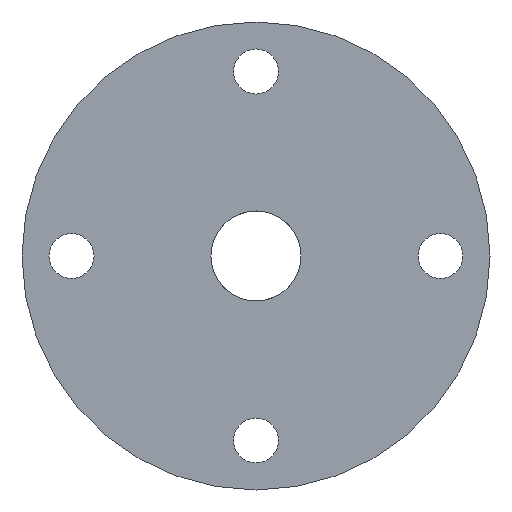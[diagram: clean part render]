
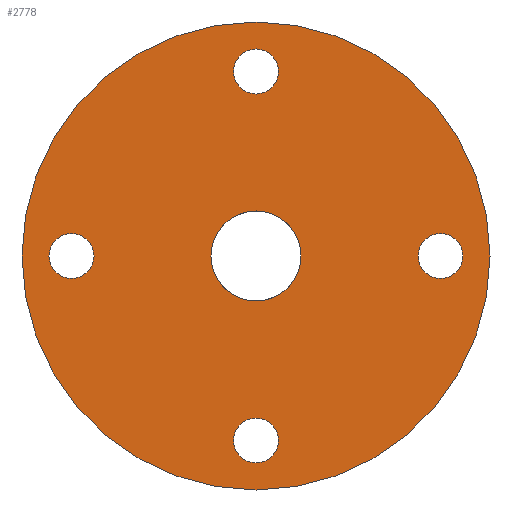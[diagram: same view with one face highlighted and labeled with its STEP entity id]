
A CAD part, front view. The second image highlights one B-rep face of the part: STEP entity #2778.
In plain terms, the highlighted planar face has unit normal (0, -1, 0).
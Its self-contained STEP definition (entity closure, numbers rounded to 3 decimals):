
#1=CARTESIAN_POINT('',(0.,0.,0.));
#2=DIRECTION('',(0.,1.,0.));
#3=DIRECTION('',(1.,0.,0.));
#4=AXIS2_PLACEMENT_3D('',#1,#2,#3);
#6=CARTESIAN_POINT('',(0.,0.,0.));
#7=DIRECTION('',(0.,1.,0.));
#8=DIRECTION('',(-1.,0.,0.));
#9=AXIS2_PLACEMENT_3D('',#6,#7,#8);
#11=CARTESIAN_POINT('',(0.,0.,-20.5));
#12=DIRECTION('',(0.,-1.,0.));
#13=DIRECTION('',(1.,0.,0.));
#14=AXIS2_PLACEMENT_3D('',#11,#12,#13);
#16=CARTESIAN_POINT('',(0.,0.,-20.5));
#17=DIRECTION('',(0.,-1.,0.));
#18=DIRECTION('',(-1.,0.,0.));
#19=AXIS2_PLACEMENT_3D('',#16,#17,#18);
#21=CARTESIAN_POINT('',(-20.5,0.,0.));
#22=DIRECTION('',(0.,-1.,0.));
#23=DIRECTION('',(1.,0.,0.));
#24=AXIS2_PLACEMENT_3D('',#21,#22,#23);
#26=CARTESIAN_POINT('',(-20.5,0.,0.));
#27=DIRECTION('',(0.,-1.,0.));
#28=DIRECTION('',(-1.,0.,0.));
#29=AXIS2_PLACEMENT_3D('',#26,#27,#28);
#31=CARTESIAN_POINT('',(20.5,0.,0.));
#32=DIRECTION('',(0.,-1.,0.));
#33=DIRECTION('',(1.,0.,0.));
#34=AXIS2_PLACEMENT_3D('',#31,#32,#33);
#36=CARTESIAN_POINT('',(20.5,0.,0.));
#37=DIRECTION('',(0.,-1.,0.));
#38=DIRECTION('',(-1.,0.,0.));
#39=AXIS2_PLACEMENT_3D('',#36,#37,#38);
#41=CARTESIAN_POINT('',(0.,0.,20.5));
#42=DIRECTION('',(0.,-1.,0.));
#43=DIRECTION('',(1.,0.,0.));
#44=AXIS2_PLACEMENT_3D('',#41,#42,#43);
#46=CARTESIAN_POINT('',(0.,0.,20.5));
#47=DIRECTION('',(0.,-1.,0.));
#48=DIRECTION('',(-1.,0.,0.));
#49=AXIS2_PLACEMENT_3D('',#46,#47,#48);
#51=CARTESIAN_POINT('',(0.,0.,0.));
#52=DIRECTION('',(0.,-1.,0.));
#53=DIRECTION('',(-1.,0.,0.));
#54=AXIS2_PLACEMENT_3D('',#51,#52,#53);
#56=CARTESIAN_POINT('',(0.,0.,0.));
#57=DIRECTION('',(0.,-1.,0.));
#58=DIRECTION('',(1.,0.,0.));
#59=AXIS2_PLACEMENT_3D('',#56,#57,#58);
#2262=CARTESIAN_POINT('',(26.,0.,0.));
#2263=CARTESIAN_POINT('',(-26.,0.,0.));
#2264=VERTEX_POINT('',#2262);
#2265=VERTEX_POINT('',#2263);
#2266=CARTESIAN_POINT('',(2.5,0.,-20.5));
#2267=CARTESIAN_POINT('',(-2.5,0.,-20.5));
#2268=VERTEX_POINT('',#2266);
#2269=VERTEX_POINT('',#2267);
#2270=CARTESIAN_POINT('',(-18.,0.,0.));
#2271=CARTESIAN_POINT('',(-23.,0.,0.));
#2272=VERTEX_POINT('',#2270);
#2273=VERTEX_POINT('',#2271);
#2274=CARTESIAN_POINT('',(23.,0.,0.));
#2275=CARTESIAN_POINT('',(18.,0.,0.));
#2276=VERTEX_POINT('',#2274);
#2277=VERTEX_POINT('',#2275);
#2278=CARTESIAN_POINT('',(2.5,0.,20.5));
#2279=CARTESIAN_POINT('',(-2.5,0.,20.5));
#2280=VERTEX_POINT('',#2278);
#2281=VERTEX_POINT('',#2279);
#2689=CARTESIAN_POINT('',(-5.,0.,0.));
#2690=CARTESIAN_POINT('',(5.,0.,0.));
#2691=VERTEX_POINT('',#2689);
#2692=VERTEX_POINT('',#2690);
#2737=CARTESIAN_POINT('',(0.,0.,0.));
#2738=DIRECTION('',(0.,1.,0.));
#2739=DIRECTION('',(1.,0.,0.));
#2740=AXIS2_PLACEMENT_3D('',#2737,#2738,#2739);
#2741=PLANE('',#2740);
#2743=ORIENTED_EDGE('',*,*,#2742,.T.);
#2745=ORIENTED_EDGE('',*,*,#2744,.T.);
#2746=EDGE_LOOP('',(#2743,#2745));
#2747=FACE_OUTER_BOUND('',#2746,.F.);
#2749=ORIENTED_EDGE('',*,*,#2748,.T.);
#2751=ORIENTED_EDGE('',*,*,#2750,.T.);
#2752=EDGE_LOOP('',(#2749,#2751));
#2753=FACE_BOUND('',#2752,.F.);
#2755=ORIENTED_EDGE('',*,*,#2754,.T.);
#2757=ORIENTED_EDGE('',*,*,#2756,.T.);
#2758=EDGE_LOOP('',(#2755,#2757));
#2759=FACE_BOUND('',#2758,.F.);
#2761=ORIENTED_EDGE('',*,*,#2760,.T.);
#2763=ORIENTED_EDGE('',*,*,#2762,.T.);
#2764=EDGE_LOOP('',(#2761,#2763));
#2765=FACE_BOUND('',#2764,.F.);
#2767=ORIENTED_EDGE('',*,*,#2766,.T.);
#2769=ORIENTED_EDGE('',*,*,#2768,.T.);
#2770=EDGE_LOOP('',(#2767,#2769));
#2771=FACE_BOUND('',#2770,.F.);
#2773=ORIENTED_EDGE('',*,*,#2772,.T.);
#2775=ORIENTED_EDGE('',*,*,#2774,.T.);
#2776=EDGE_LOOP('',(#2773,#2775));
#2777=FACE_BOUND('',#2776,.F.);
#2778=ADVANCED_FACE('',(#2747,#2753,#2759,#2765,#2771,#2777),#2741,.F.);
#5=CIRCLE('',#4,26.);
#10=CIRCLE('',#9,26.);
#15=CIRCLE('',#14,2.5);
#20=CIRCLE('',#19,2.5);
#25=CIRCLE('',#24,2.5);
#30=CIRCLE('',#29,2.5);
#35=CIRCLE('',#34,2.5);
#40=CIRCLE('',#39,2.5);
#45=CIRCLE('',#44,2.5);
#50=CIRCLE('',#49,2.5);
#55=CIRCLE('',#54,5.);
#60=CIRCLE('',#59,5.);
#2742=EDGE_CURVE('',#2264,#2265,#5,.T.);
#2744=EDGE_CURVE('',#2265,#2264,#10,.T.);
#2748=EDGE_CURVE('',#2268,#2269,#15,.T.);
#2750=EDGE_CURVE('',#2269,#2268,#20,.T.);
#2754=EDGE_CURVE('',#2272,#2273,#25,.T.);
#2756=EDGE_CURVE('',#2273,#2272,#30,.T.);
#2760=EDGE_CURVE('',#2276,#2277,#35,.T.);
#2762=EDGE_CURVE('',#2277,#2276,#40,.T.);
#2766=EDGE_CURVE('',#2280,#2281,#45,.T.);
#2768=EDGE_CURVE('',#2281,#2280,#50,.T.);
#2772=EDGE_CURVE('',#2691,#2692,#55,.T.);
#2774=EDGE_CURVE('',#2692,#2691,#60,.T.);
